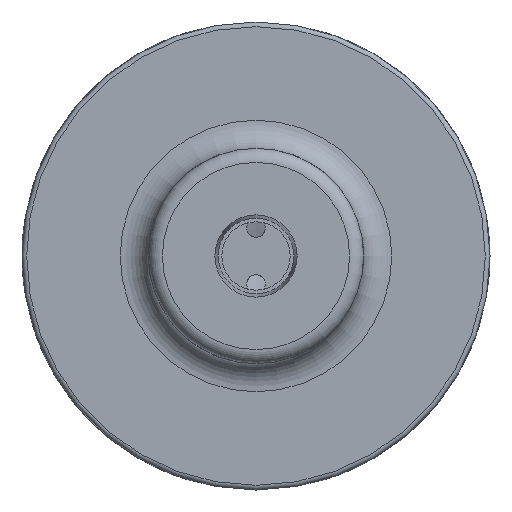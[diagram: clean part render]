
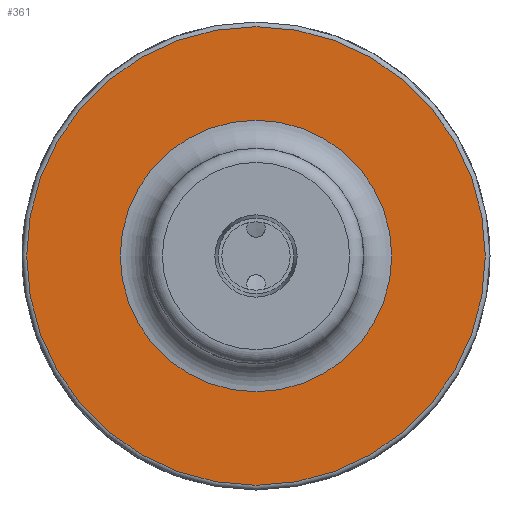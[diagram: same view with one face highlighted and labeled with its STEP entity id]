
A CAD part, left-side view. The second image highlights one B-rep face of the part: STEP entity #361.
In plain terms, the highlighted planar face has unit normal (-1, 0, 0).
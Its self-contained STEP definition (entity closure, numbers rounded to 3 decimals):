
#73=CARTESIAN_POINT('',(-20.0,24.5,0.));
#74=VERTEX_POINT('',#73);
#75=CARTESIAN_POINT('',(-20.0,0.0,0.0));
#76=DIRECTION('',(1.0,0.0,0.0));
#77=DIRECTION('',(0.0,-1.0,0.0));
#78=AXIS2_PLACEMENT_3D('',#75,#76,#77);
#79=CIRCLE('',#78,24.5);
#80=EDGE_CURVE('',#74,#74,#79,.T.);
#342=CARTESIAN_POINT('',(-20.0,25.0,0.0));
#343=DIRECTION('',(-1.0,0.0,0.0));
#344=DIRECTION('',(0.0,0.0,1.0));
#345=AXIS2_PLACEMENT_3D('',#342,#343,#344);
#346=PLANE('',#345);
#347=ORIENTED_EDGE('',*,*,#80,.F.);
#348=EDGE_LOOP('',(#347));
#349=FACE_OUTER_BOUND('',#348,.T.);
#350=CARTESIAN_POINT('',(-20.,0.0,14.5));
#351=VERTEX_POINT('',#350);
#352=CARTESIAN_POINT('',(-20.0,0.0,0.0));
#353=DIRECTION('',(-1.0,0.0,0.0));
#354=DIRECTION('',(0.0,0.0,1.0));
#355=AXIS2_PLACEMENT_3D('',#352,#353,#354);
#356=CIRCLE('',#355,14.5);
#357=EDGE_CURVE('',#351,#351,#356,.T.);
#358=ORIENTED_EDGE('',*,*,#357,.F.);
#359=EDGE_LOOP('',(#358));
#360=FACE_BOUND('',#359,.T.);
#361=ADVANCED_FACE('',(#349,#360),#346,.T.);
